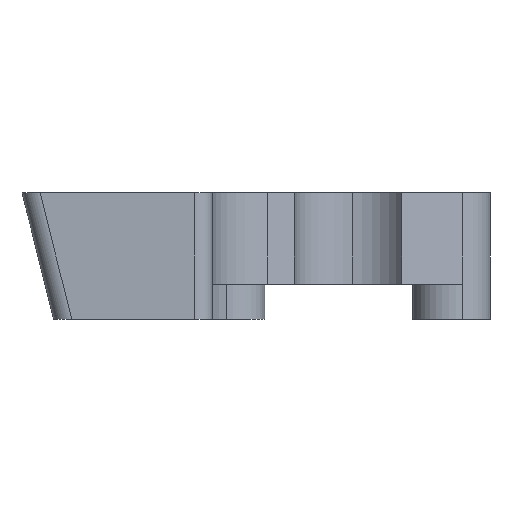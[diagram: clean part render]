
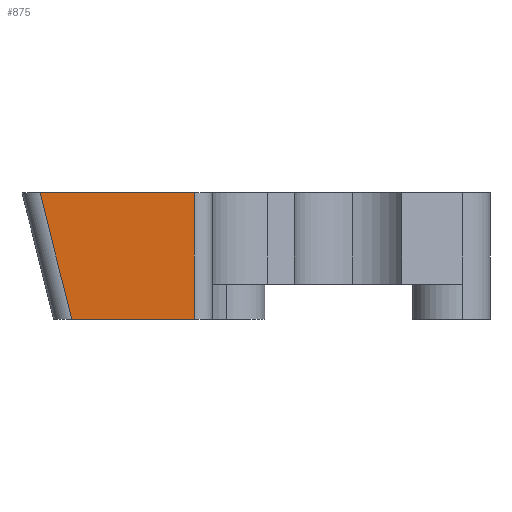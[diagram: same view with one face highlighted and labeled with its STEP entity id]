
A CAD part, left-side view. The second image highlights one B-rep face of the part: STEP entity #875.
In plain terms, the highlighted planar face has unit normal (-1, 0, 0).
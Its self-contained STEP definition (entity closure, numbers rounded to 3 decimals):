
#848=AXIS2_PLACEMENT_3D('Plane Axis2P3D',#845,#846,#847) ;
#189=CARTESIAN_POINT('Vertex',(-74.,61.346,36.)) ;
#192=CARTESIAN_POINT('Line Origine',(-74.,39.423,36.)) ;
#196=CARTESIAN_POINT('Vertex',(-74.,17.5,36.)) ;
#845=CARTESIAN_POINT('Axis2P3D Location',(-74.,66.5,0.)) ;
#850=CARTESIAN_POINT('Line Origine',(-74.,56.846,18.)) ;
#854=CARTESIAN_POINT('Vertex',(-74.,52.346,0.)) ;
#857=CARTESIAN_POINT('Line Origine',(-74.,34.923,0.)) ;
#861=CARTESIAN_POINT('Vertex',(-74.,17.5,0.)) ;
#864=CARTESIAN_POINT('Line Origine',(-74.,17.5,18.)) ;
#193=DIRECTION('Vector Direction',(0.,-1.,0.)) ;
#846=DIRECTION('Axis2P3D Direction',(-1.,0.,0.)) ;
#847=DIRECTION('Axis2P3D XDirection',(0.,-1.,0.)) ;
#851=DIRECTION('Vector Direction',(0.,-0.243,-0.97)) ;
#858=DIRECTION('Vector Direction',(0.,1.,0.)) ;
#865=DIRECTION('Vector Direction',(0.,0.,-1.)) ;
#194=VECTOR('Line Direction',#193,1.) ;
#852=VECTOR('Line Direction',#851,1.) ;
#859=VECTOR('Line Direction',#858,1.) ;
#866=VECTOR('Line Direction',#865,1.) ;
#870=ORIENTED_EDGE('',*,*,#198,.F.) ;
#871=ORIENTED_EDGE('',*,*,#856,.T.) ;
#872=ORIENTED_EDGE('',*,*,#863,.T.) ;
#873=ORIENTED_EDGE('',*,*,#868,.F.) ;
#875=ADVANCED_FACE('SUPPORT_MOTEUR_CRABE',(#874),#849,.T.) ;
#198=EDGE_CURVE('',#190,#197,#195,.T.) ;
#856=EDGE_CURVE('',#190,#855,#853,.T.) ;
#863=EDGE_CURVE('',#855,#862,#860,.F.) ;
#868=EDGE_CURVE('',#197,#862,#867,.T.) ;
#869=EDGE_LOOP('',(#870,#871,#872,#873)) ;
#874=FACE_OUTER_BOUND('',#869,.T.) ;
#195=LINE('Line',#192,#194) ;
#853=LINE('Line',#850,#852) ;
#860=LINE('Line',#857,#859) ;
#867=LINE('Line',#864,#866) ;
#849=PLANE('Plane',#848) ;
#190=VERTEX_POINT('',#189) ;
#197=VERTEX_POINT('',#196) ;
#855=VERTEX_POINT('',#854) ;
#862=VERTEX_POINT('',#861) ;
